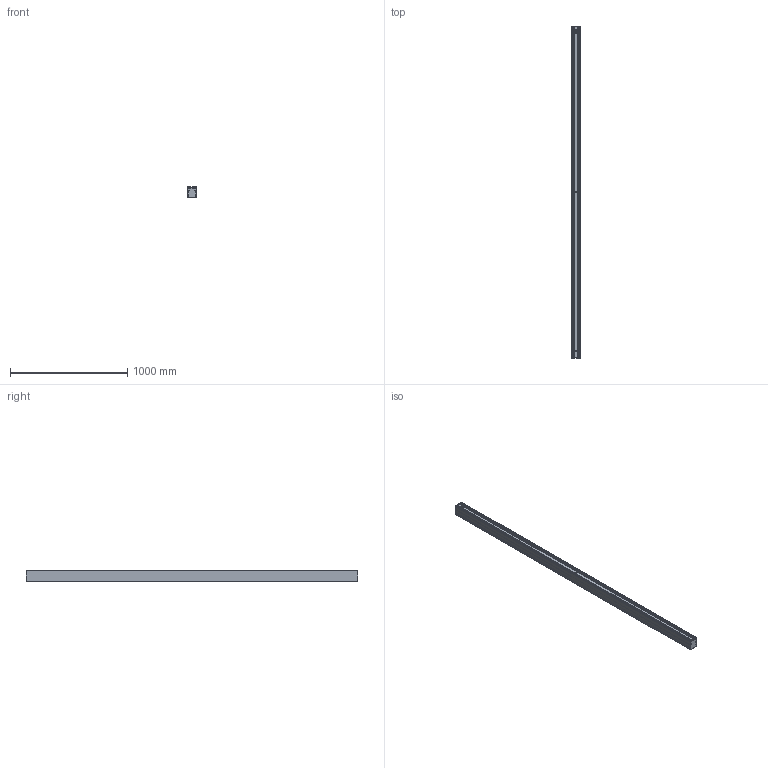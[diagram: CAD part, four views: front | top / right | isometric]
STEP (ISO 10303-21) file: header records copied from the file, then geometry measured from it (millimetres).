
FILE_DESCRIPTION(/* description */ ('This is a sample STEP configuration'),/* implementation_level */ '2;1');
FILE_NAME(/* name */ '728-104071xxxxxx _Simple.ipt_Rev_00.stp',/* time_stamp */ '2021-02-16T10:04:00+01:00',/* author */ ('powerJobs'),/* organization */ ('coolOrange'),/* preprocessor_version */ 'ST-DEVELOPER v18.1',/* originating_system */ 'Autodesk Inventor 2020',/* authorisation */ '');
FILE_SCHEMA (('AUTOMOTIVE_DESIGN { 1 0 10303 214 3 1 1 }'));
Length unit declared in the file: millimetre
Products named in the file (1): ENG000022068
Bounding box: 76 x 2835.5 x 90 mm (x, y, z)
Volume: 2533174.6 mm3; surface area: 2719335 mm2
Topology: 4 solids, 4 shells, 468 faces, 1380 edges, 920 vertices
Faces by surface type: cylinder 236, plane 232
Full cylindrical faces by diameter (mm): 5.2 x3, 19 x1
Entity records: 16285 total; most frequent: DIRECTION 2790, CARTESIAN_POINT 2769, ORIENTED_EDGE 2760, EDGE_CURVE 1380, AXIS2_PLACEMENT_3D 941, VERTEX_POINT 920, LINE 908, VECTOR 908
